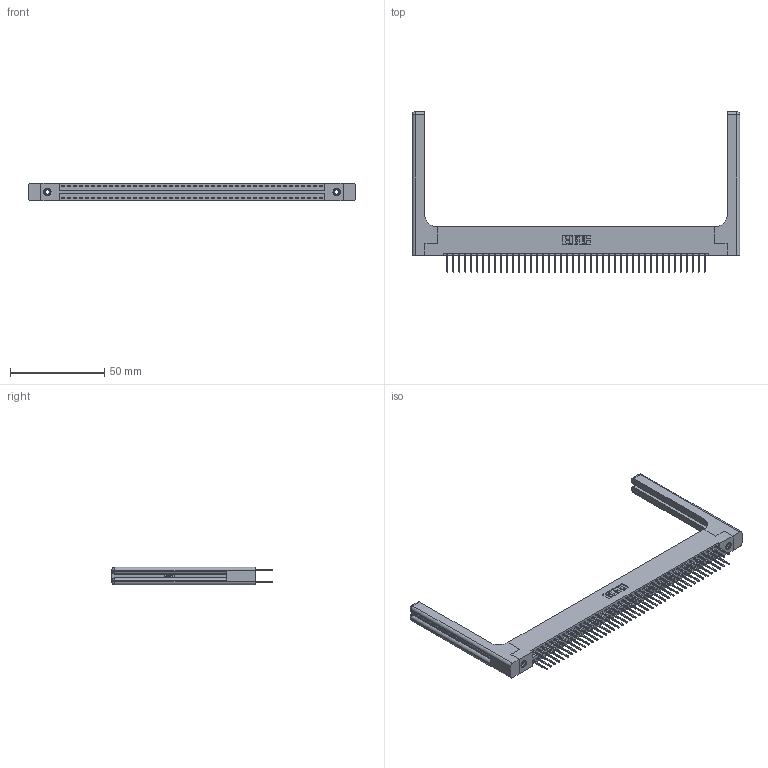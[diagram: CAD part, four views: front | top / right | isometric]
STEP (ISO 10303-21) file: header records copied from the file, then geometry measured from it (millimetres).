
FILE_DESCRIPTION (( 'STEP AP203' ), '1' );
FILE_NAME ('396-088-526-258.STEP', '2019-10-31T01:16:27', ( '' ), ( '' ), 'SwSTEP 2.0', 'SolidWorks 2016', '' );
FILE_SCHEMA (( 'CONFIG_CONTROL_DESIGN' ));
Length unit declared in the file: inch
Products named in the file (5): 346 Part_Flush Mounting Lugs - 0.156 Dia-TH; 345-250-001_345-250-001-102; 396-088-526-258; 346-220-058_345-220-058; 345-292-001_345-293-126
Assembly tree (93 placements, depth 2):
  396-088-526-258
    346 Part_Flush Mounting Lugs - 0.156 Dia-TH
    345-292-001_345-293-126  x88
    345-250-001_345-250-001-102  x2
    346-220-058_345-220-058  x2
Bounding box: 173.76 x 85.09 x 9.4 mm (x, y, z)
Volume: 24598 mm3; surface area: 29160.3 mm2
Topology: 93 solids, 93 shells, 4954 faces, 14635 edges, 9618 vertices
Faces by surface type: plane 3304, cylinder 1590, bspline 36, cone 12, sphere 8, torus 4
Entity records: 33646 total; most frequent: CARTESIAN_POINT 6549, ORIENTED_EDGE 5280, DIRECTION 4756, EDGE_CURVE 2640, LINE 2240, VECTOR 2240, VERTEX_POINT 1750, AXIS2_PLACEMENT_3D 1258
